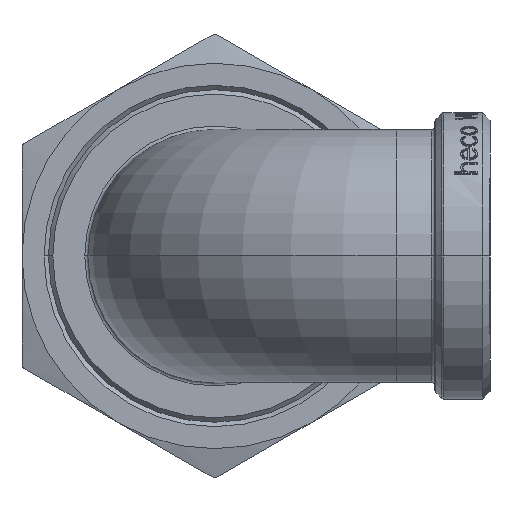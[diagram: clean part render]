
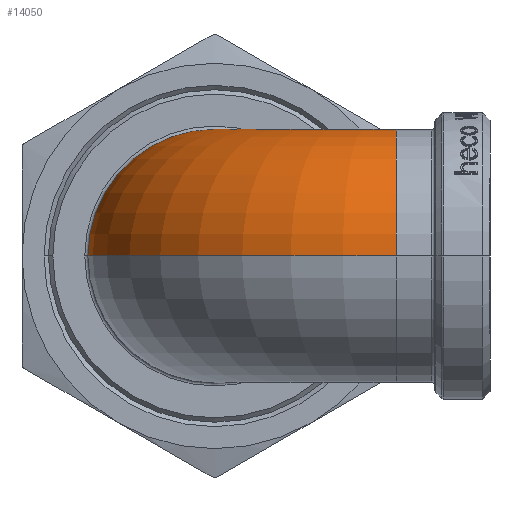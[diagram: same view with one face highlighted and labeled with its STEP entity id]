
A CAD part, left-side view. The second image highlights one B-rep face of the part: STEP entity #14050.
In plain terms, the highlighted toroidal (fillet/blend) face has major radius 16.5 mm and minor radius 11.5 mm.
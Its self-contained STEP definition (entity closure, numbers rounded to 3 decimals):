
#309 = CARTESIAN_POINT ( 'NONE',  ( 16.5, 8.5, 0. ) ) ;
#1515 = EDGE_CURVE ( 'NONE', #17822, #19547, #21871, .T. ) ;
#1709 = CARTESIAN_POINT ( 'NONE',  ( 16.5, 25., 11.5 ) ) ;
#1923 = VERTEX_POINT ( 'NONE', #13800 ) ;
#1929 = EDGE_CURVE ( 'NONE', #19547, #1923, #9029, .T. ) ;
#2301 = CARTESIAN_POINT ( 'NONE',  ( 0., 8.5, 0. ) ) ;
#3679 = DIRECTION ( 'NONE',  ( 1., 0., 0. ) ) ;
#3861 = AXIS2_PLACEMENT_3D ( 'NONE', #309, #12671, #5809 ) ;
#4033 = FACE_OUTER_BOUND ( 'NONE', #13814, .T. ) ;
#5809 = DIRECTION ( 'NONE',  ( 0., 1., 0. ) ) ;
#7111 = EDGE_CURVE ( 'NONE', #14147, #17822, #16804, .T. ) ;
#8161 = AXIS2_PLACEMENT_3D ( 'NONE', #18803, #13731, #8565 ) ;
#8565 = DIRECTION ( 'NONE',  ( 0., 1., 0. ) ) ;
#8591 = TOROIDAL_SURFACE ( 'NONE', #3861, 16.5, 11.5 ) ;
#8971 = CARTESIAN_POINT ( 'NONE',  ( 16.5, 8.5, 0. ) ) ;
#9029 = CIRCLE ( 'NONE', #14927, 11.5 ) ;
#9096 = CARTESIAN_POINT ( 'NONE',  ( 16.5, 8.5, 0. ) ) ;
#9330 = DIRECTION ( 'NONE',  ( 0., 0., -1. ) ) ;
#10440 = ORIENTED_EDGE ( 'NONE', *, *, #7111, .F. ) ;
#10608 = DIRECTION ( 'NONE',  ( 0., 1., 0. ) ) ;
#10707 = DIRECTION ( 'NONE',  ( 0., 0., -1. ) ) ;
#10718 = CARTESIAN_POINT ( 'NONE',  ( 16.5, 25., 0. ) ) ;
#12671 = DIRECTION ( 'NONE',  ( 0., 0., -1. ) ) ;
#12935 = VERTEX_POINT ( 'NONE', #17480 ) ;
#13165 = EDGE_CURVE ( 'NONE', #12935, #1923, #16382, .T. ) ;
#13731 = DIRECTION ( 'NONE',  ( 1., 0., 0. ) ) ;
#13800 = CARTESIAN_POINT ( 'NONE',  ( 16.5, 13.5, 0. ) ) ;
#13814 = EDGE_LOOP ( 'NONE', ( #10440, #18222, #20771, #17952, #20843 ) ) ;
#13902 = AXIS2_PLACEMENT_3D ( 'NONE', #9096, #9330, #14486 ) ;
#14050 = ADVANCED_FACE ( 'NONE', ( #4033 ), #8591, .T. ) ;
#14147 = VERTEX_POINT ( 'NONE', #17794 ) ;
#14164 = DIRECTION ( 'NONE',  ( -1., 0., 0. ) ) ;
#14296 = DIRECTION ( 'NONE',  ( -1., 0., 0. ) ) ;
#14486 = DIRECTION ( 'NONE',  ( -1., 0., 0. ) ) ;
#14927 = AXIS2_PLACEMENT_3D ( 'NONE', #10718, #3679, #10608 ) ;
#16175 = CARTESIAN_POINT ( 'NONE',  ( 16.5, 36.5, 0. ) ) ;
#16382 = CIRCLE ( 'NONE', #19655, 5. ) ;
#16804 = CIRCLE ( 'NONE', #13902, 28. ) ;
#17480 = CARTESIAN_POINT ( 'NONE',  ( 11.5, 8.5, 0. ) ) ;
#17794 = CARTESIAN_POINT ( 'NONE',  ( -11.5, 8.5, 0. ) ) ;
#17822 = VERTEX_POINT ( 'NONE', #16175 ) ;
#17952 = ORIENTED_EDGE ( 'NONE', *, *, #1929, .F. ) ;
#18222 = ORIENTED_EDGE ( 'NONE', *, *, #21430, .F. ) ;
#18803 = CARTESIAN_POINT ( 'NONE',  ( 16.5, 25., 0. ) ) ;
#19311 = AXIS2_PLACEMENT_3D ( 'NONE', #2301, #21162, #14164 ) ;
#19547 = VERTEX_POINT ( 'NONE', #1709 ) ;
#19655 = AXIS2_PLACEMENT_3D ( 'NONE', #8971, #10707, #14296 ) ;
#20771 = ORIENTED_EDGE ( 'NONE', *, *, #13165, .T. ) ;
#20843 = ORIENTED_EDGE ( 'NONE', *, *, #1515, .F. ) ;
#21162 = DIRECTION ( 'NONE',  ( 0., -1., 0. ) ) ;
#21430 = EDGE_CURVE ( 'NONE', #12935, #14147, #21469, .T. ) ;
#21469 = CIRCLE ( 'NONE', #19311, 11.5 ) ;
#21871 = CIRCLE ( 'NONE', #8161, 11.5 ) ;
